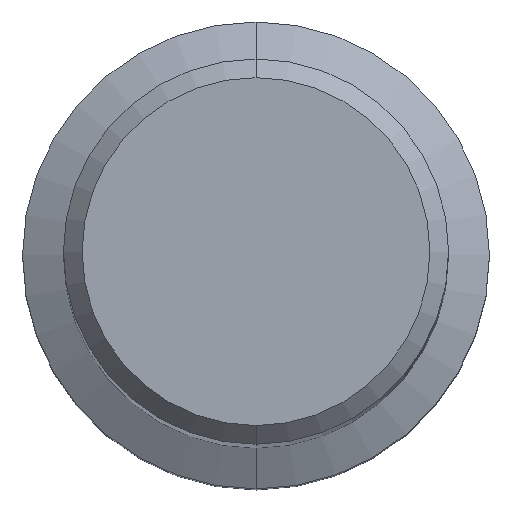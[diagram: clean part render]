
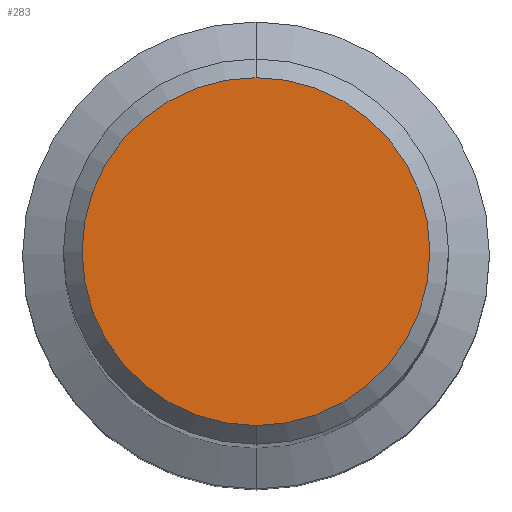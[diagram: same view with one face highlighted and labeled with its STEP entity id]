
A CAD part, top view. The second image highlights one B-rep face of the part: STEP entity #283.
In plain terms, the highlighted planar face has unit normal (0, 0, 1).
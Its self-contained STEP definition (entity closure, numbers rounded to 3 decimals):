
#221=EDGE_CURVE('',#399,#231,#577,.T.);
#231=VERTEX_POINT('',#587);
#283=ADVANCED_FACE('',(#649),#650,.T.);
#353=EDGE_CURVE('',#231,#399,#725,.T.);
#399=VERTEX_POINT('',#776);
#577=CIRCLE('',#1017,7.45);
#587=CARTESIAN_POINT('',(0.0,7.45,0.0));
#649=FACE_OUTER_BOUND('',#1173,.T.);
#650=PLANE('',#1174);
#725=CIRCLE('',#1326,7.45);
#776=CARTESIAN_POINT('',(0.,-7.45,0.0));
#1017=AXIS2_PLACEMENT_3D('',#1717,#1718,#1719);
#1173=EDGE_LOOP('',(#1818,#1819));
#1174=AXIS2_PLACEMENT_3D('',#1820,#1821,#1822);
#1326=AXIS2_PLACEMENT_3D('',#1888,#1889,#1890);
#1717=CARTESIAN_POINT('',(0.0,0.0,0.0));
#1718=DIRECTION('',(0.0,0.0,-1.0));
#1719=DIRECTION('',(0.0,1.0,0.0));
#1818=ORIENTED_EDGE('',*,*,#353,.F.);
#1819=ORIENTED_EDGE('',*,*,#221,.F.);
#1820=CARTESIAN_POINT('',(0.0,3.725,0.0));
#1821=DIRECTION('',(-0.0,0.0,1.0));
#1822=DIRECTION('',(0.0,-1.0,0.0));
#1888=CARTESIAN_POINT('',(0.0,0.0,0.0));
#1889=DIRECTION('',(0.0,0.0,-1.0));
#1890=DIRECTION('',(0.0,1.0,0.0));
